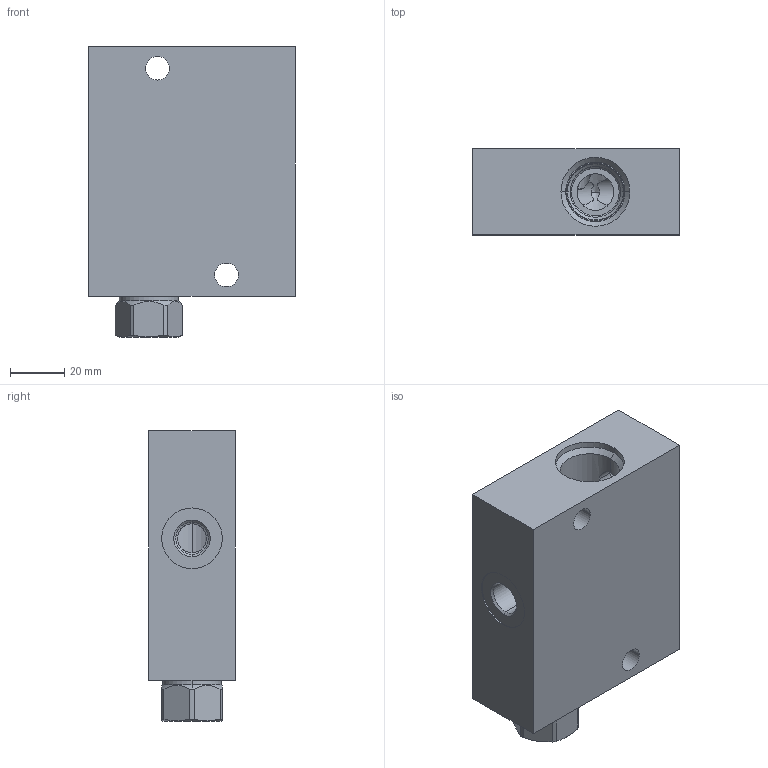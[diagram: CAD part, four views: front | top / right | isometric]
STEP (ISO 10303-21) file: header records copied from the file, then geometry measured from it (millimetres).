
FILE_DESCRIPTION((''),'2;1');
FILE_NAME('E6T_ASM','2024-08-06T',('ProEService'),(''),'PRO/ENGINEER BY PARAMETRIC TECHNOLOGY CORPORATION, 2014200','PRO/ENGINEER BY PARAMETRIC TECHNOLOGY CORPORATION, 2014200','');
FILE_SCHEMA(('CONFIG_CONTROL_DESIGN'));
Length unit declared in the file: inch
Products named in the file (3): 151-019-007; CXDAXCN; E6T_ASM
Assembly tree (2 placements, depth 2):
  E6T_ASM
    151-019-007
    CXDAXCN
Bounding box: 76.2 x 31.75 x 107.16 mm (x, y, z)
Volume: 191407.3 mm3; surface area: 40902.5 mm2
Topology: 4 solids, 4 shells, 236 faces, 758 edges, 625 vertices
Faces by surface type: cylinder 106, cone 54, plane 35, torus 22, bspline 11, revolution 8
Entity records: 14488 total; most frequent: CARTESIAN_POINT 7961, DIRECTION 1344, ORIENTED_EDGE 1108, EDGE_CURVE 554, AXIS2_PLACEMENT_3D 478, VECTOR 380, LINE 380, VERTEX_POINT 340
